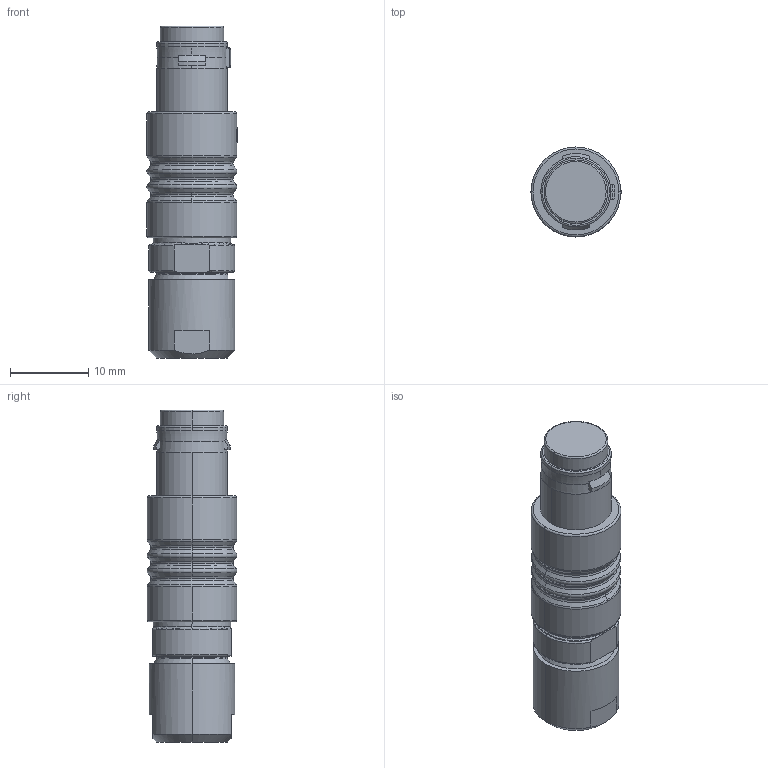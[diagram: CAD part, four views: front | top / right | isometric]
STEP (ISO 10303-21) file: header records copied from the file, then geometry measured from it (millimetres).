
FILE_DESCRIPTION (( 'STEP AP214' ), '1' );
FILE_NAME ('Customer-BB2330A121.STEP', '2018-06-01T09:38:36', ( '' ), ( '' ), 'SwSTEP 2.0', 'SolidWorks 2015', '' );
FILE_SCHEMA (( 'AUTOMOTIVE_DESIGN' ));
Length unit declared in the file: millimetre
Products named in the file (2): Customer-BB2330A121
Bounding box: 11.53 x 11.5 x 42.5 mm (x, y, z)
Volume: 3679 mm3; surface area: 1687 mm2
Topology: 1 solids, 1 shells, 146 faces, 355 edges, 218 vertices
Faces by surface type: torus 51, plane 32, cylinder 31, cone 18, bspline 14
Entity records: 6942 total; most frequent: CARTESIAN_POINT 1893, DIRECTION 743, ORIENTED_EDGE 710, EDGE_CURVE 355, AXIS2_PLACEMENT_3D 326, VERTEX_POINT 218, CIRCLE 192, EDGE_LOOP 153
